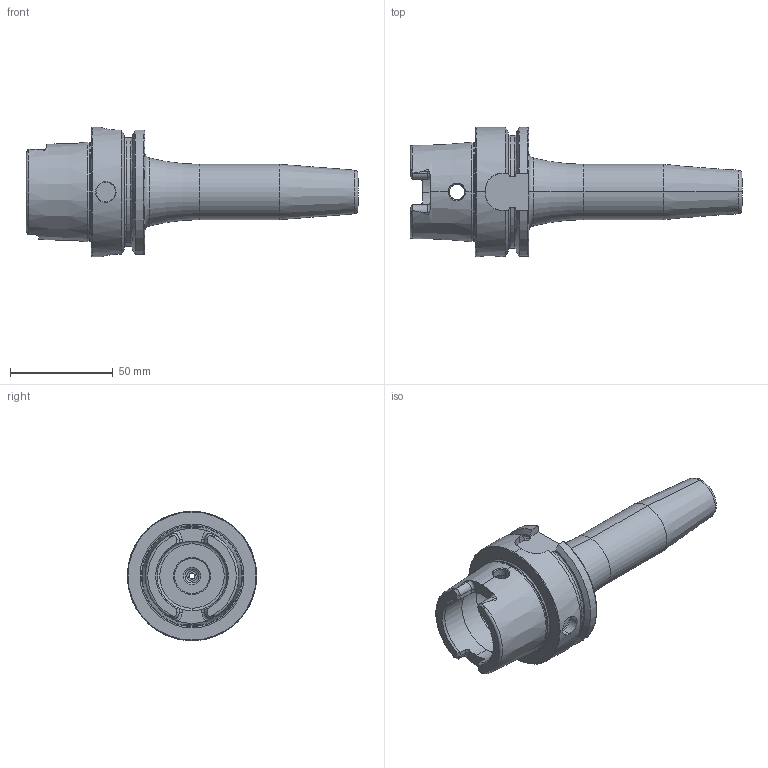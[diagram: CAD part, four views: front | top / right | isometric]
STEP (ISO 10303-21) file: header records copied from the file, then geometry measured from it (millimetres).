
FILE_DESCRIPTION (( 'STEP AP214' ), '1' );
FILE_NAME ('HA6-S08.K01.130.STEP', '2015-02-12T12:47:44', ( 'SWIAdmin' ), ( 'Hewlett-Packard Company' ), 'SwSTEP 2.0', 'SolidWorks 2012', '' );
FILE_SCHEMA (( 'AUTOMOTIVE_DESIGN' ));
Length unit declared in the file: millimetre
Products named in the file (3): HA6-S08.K01.130; HA6-S08.K01.130_A_Fertigbearbeitung; ERU-AN2.K01.016_A
Assembly tree (2 placements, depth 2):
  HA6-S08.K01.130
    HA6-S08.K01.130_A_Fertigbearbeitung
    ERU-AN2.K01.016_A
Bounding box: 161.9 x 63 x 63 mm (x, y, z)
Volume: 134673.9 mm3; surface area: 33379.8 mm2
Topology: 2 solids, 2 shells, 230 faces, 571 edges, 348 vertices
Faces by surface type: plane 82, cylinder 63, torus 41, cone 40, bspline 4
Entity records: 8151 total; most frequent: CARTESIAN_POINT 2602, ORIENTED_EDGE 1142, DIRECTION 1130, EDGE_CURVE 571, AXIS2_PLACEMENT_3D 449, VERTEX_POINT 348, EDGE_LOOP 241, VECTOR 232
